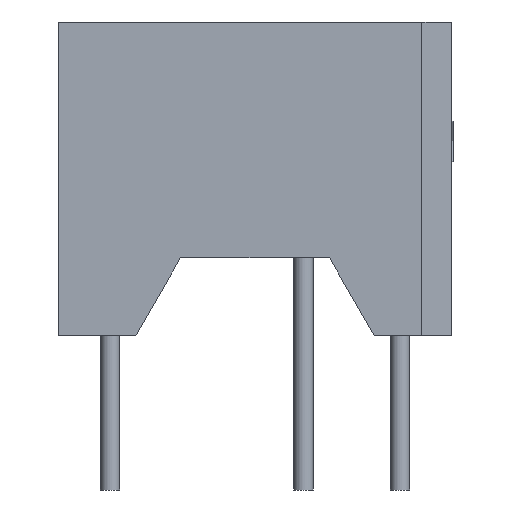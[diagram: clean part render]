
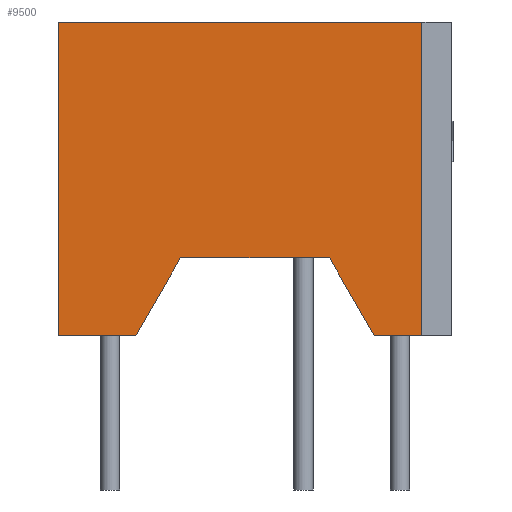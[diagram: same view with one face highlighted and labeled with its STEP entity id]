
A CAD part, front view. The second image highlights one B-rep face of the part: STEP entity #9500.
In plain terms, the highlighted planar face has unit normal (0, -1, 0).
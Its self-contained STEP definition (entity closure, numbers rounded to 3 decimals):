
#54 = CARTESIAN_POINT ( 'NONE',  ( 5.08, -13.2, 0. ) ) ;
#109 = EDGE_CURVE ( 'NONE', #12122, #7069, #3273, .T. ) ;
#112 = LINE ( 'NONE', #2144, #7089 ) ;
#610 = CARTESIAN_POINT ( 'NONE',  ( 5.08, -13.2, 0. ) ) ;
#765 = CARTESIAN_POINT ( 'NONE',  ( 5.08, -13.2, 0. ) ) ;
#999 = CARTESIAN_POINT ( 'NONE',  ( 1.925, -13.2, 2. ) ) ;
#1546 = CARTESIAN_POINT ( 'NONE',  ( 4.315, -13.2, 0. ) ) ;
#1608 = VERTEX_POINT ( 'NONE', #1546 ) ;
#1712 = DIRECTION ( 'NONE',  ( 0., 0., 1. ) ) ;
#1860 = VECTOR ( 'NONE', #5964, 1000. ) ;
#1915 = DIRECTION ( 'NONE',  ( 0., 0., -1. ) ) ;
#2047 = EDGE_CURVE ( 'NONE', #9489, #3346, #112, .T. ) ;
#2128 = ORIENTED_EDGE ( 'NONE', *, *, #3397, .T. ) ;
#2144 = CARTESIAN_POINT ( 'NONE',  ( 5.08, -13.2, 8.1 ) ) ;
#2178 = EDGE_CURVE ( 'NONE', #1608, #9489, #2392, .T. ) ;
#2392 = LINE ( 'NONE', #10714, #9191 ) ;
#2578 = VECTOR ( 'NONE', #1712, 1000. ) ;
#2708 = LINE ( 'NONE', #7736, #7707 ) ;
#2782 = DIRECTION ( 'NONE',  ( 1., 0., 0. ) ) ;
#3019 = DIRECTION ( 'NONE',  ( 0., 0., 1. ) ) ;
#3273 = LINE ( 'NONE', #11582, #10132 ) ;
#3346 = VERTEX_POINT ( 'NONE', #10088 ) ;
#3397 = EDGE_CURVE ( 'NONE', #10092, #12122, #10964, .T. ) ;
#3418 = FACE_OUTER_BOUND ( 'NONE', #5493, .T. ) ;
#3659 = CARTESIAN_POINT ( 'NONE',  ( 3.08, -13.2, 0. ) ) ;
#3753 = PLANE ( 'NONE',  #6827 ) ;
#4221 = VERTEX_POINT ( 'NONE', #3659 ) ;
#4394 = LINE ( 'NONE', #54, #8646 ) ;
#4410 = LINE ( 'NONE', #11774, #1860 ) ;
#4789 = ORIENTED_EDGE ( 'NONE', *, *, #5535, .F. ) ;
#5167 = EDGE_CURVE ( 'NONE', #4221, #1608, #4394, .T. ) ;
#5207 = VERTEX_POINT ( 'NONE', #999 ) ;
#5493 = EDGE_LOOP ( 'NONE', ( #4789, #2128, #7072, #6340, #5738, #6043, #11059, #11153 ) ) ;
#5535 = EDGE_CURVE ( 'NONE', #10092, #3346, #8335, .T. ) ;
#5738 = ORIENTED_EDGE ( 'NONE', *, *, #7530, .T. ) ;
#5921 = EDGE_CURVE ( 'NONE', #7069, #5207, #2708, .T. ) ;
#5964 = DIRECTION ( 'NONE',  ( 0.5, 0., -0.866 ) ) ;
#6043 = ORIENTED_EDGE ( 'NONE', *, *, #5167, .T. ) ;
#6340 = ORIENTED_EDGE ( 'NONE', *, *, #5921, .T. ) ;
#6827 = AXIS2_PLACEMENT_3D ( 'NONE', #765, #7662, #1915 ) ;
#7069 = VERTEX_POINT ( 'NONE', #11023 ) ;
#7072 = ORIENTED_EDGE ( 'NONE', *, *, #109, .T. ) ;
#7089 = VECTOR ( 'NONE', #10963, 1000. ) ;
#7530 = EDGE_CURVE ( 'NONE', #5207, #4221, #4410, .T. ) ;
#7632 = CARTESIAN_POINT ( 'NONE',  ( -5.08, -13.2, 0. ) ) ;
#7662 = DIRECTION ( 'NONE',  ( 0., -1., 0. ) ) ;
#7707 = VECTOR ( 'NONE', #2782, 1000. ) ;
#7736 = CARTESIAN_POINT ( 'NONE',  ( 5.08, -13.2, 2. ) ) ;
#8335 = LINE ( 'NONE', #11290, #2578 ) ;
#8496 = DIRECTION ( 'NONE',  ( 0.5, 0., 0.866 ) ) ;
#8646 = VECTOR ( 'NONE', #9646, 1000. ) ;
#8827 = VECTOR ( 'NONE', #12239, 1000. ) ;
#9191 = VECTOR ( 'NONE', #3019, 1000. ) ;
#9489 = VERTEX_POINT ( 'NONE', #12468 ) ;
#9500 = ADVANCED_FACE ( 'NONE', ( #3418 ), #3753, .T. ) ;
#9646 = DIRECTION ( 'NONE',  ( 1., 0., 0. ) ) ;
#10088 = CARTESIAN_POINT ( 'NONE',  ( -5.08, -13.2, 8.1 ) ) ;
#10092 = VERTEX_POINT ( 'NONE', #7632 ) ;
#10132 = VECTOR ( 'NONE', #8496, 1000. ) ;
#10681 = CARTESIAN_POINT ( 'NONE',  ( -3.08, -13.2, 0. ) ) ;
#10714 = CARTESIAN_POINT ( 'NONE',  ( 4.315, -13.2, 0. ) ) ;
#10963 = DIRECTION ( 'NONE',  ( -1., 0., 0. ) ) ;
#10964 = LINE ( 'NONE', #610, #8827 ) ;
#11023 = CARTESIAN_POINT ( 'NONE',  ( -1.925, -13.2, 2. ) ) ;
#11059 = ORIENTED_EDGE ( 'NONE', *, *, #2178, .T. ) ;
#11153 = ORIENTED_EDGE ( 'NONE', *, *, #2047, .T. ) ;
#11290 = CARTESIAN_POINT ( 'NONE',  ( -5.08, -13.2, 0. ) ) ;
#11582 = CARTESIAN_POINT ( 'NONE',  ( -3.08, -13.2, 0. ) ) ;
#11774 = CARTESIAN_POINT ( 'NONE',  ( 1.925, -13.2, 2. ) ) ;
#12122 = VERTEX_POINT ( 'NONE', #10681 ) ;
#12239 = DIRECTION ( 'NONE',  ( 1., 0., 0. ) ) ;
#12468 = CARTESIAN_POINT ( 'NONE',  ( 4.315, -13.2, 8.1 ) ) ;
